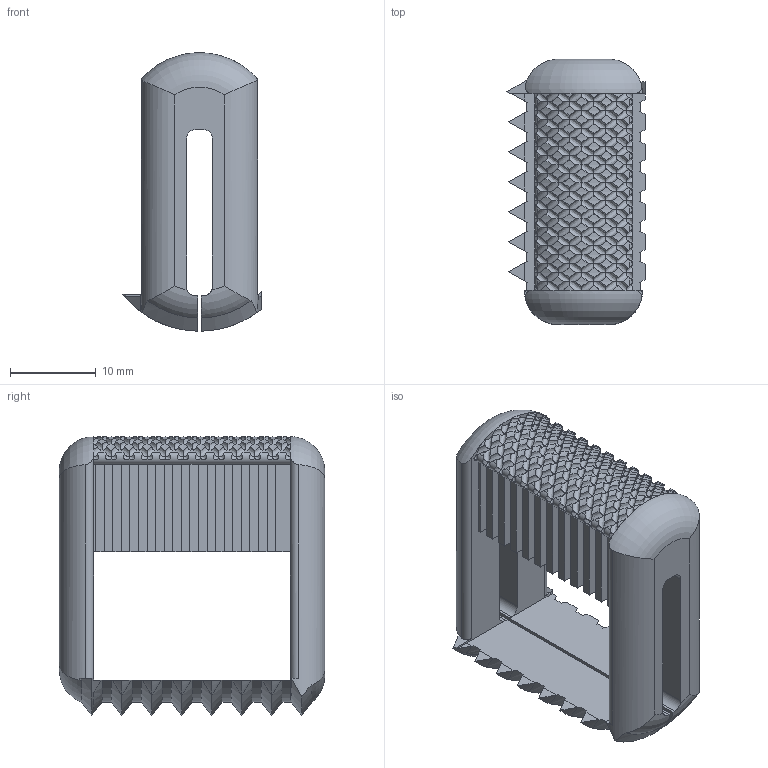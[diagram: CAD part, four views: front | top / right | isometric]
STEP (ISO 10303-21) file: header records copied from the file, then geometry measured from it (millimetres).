
FILE_DESCRIPTION(/* description */ (''),/* implementation_level */ '2;1');
FILE_NAME(/* name */ 'f-150-vent-adjuster-handle-knob-v1.step',/* time_stamp */ '2025-10-20T15:59:41-04:00',/* author */ (''),/* organization */ (''),/* preprocessor_version */ 'ST-DEVELOPER v20.1',/* originating_system */ 'Autodesk Translation Framework v14.17.0.0',/* authorisation */ '');
FILE_SCHEMA (('AUTOMOTIVE_DESIGN { 1 0 10303 214 3 1 1 }'));
Length unit declared in the file: millimetre
Products named in the file (1): f-150-vent-adjuster-handle-knob
Bounding box: 16.22 x 31 x 32.51 mm (x, y, z)
Volume: 5348.6 mm3; surface area: 5235.9 mm2
Topology: 11 solids, 11 shells, 570 faces, 1549 edges, 1001 vertices
Faces by surface type: bspline 266, plane 158, cylinder 140, torus 6
Entity records: 37463 total; most frequent: CARTESIAN_POINT 25820, ORIENTED_EDGE 3098, EDGE_CURVE 1549, DIRECTION 1278, VERTEX_POINT 1001, B_SPLINE_CURVE_WITH_KNOTS 987, FACE_OUTER_BOUND 570, EDGE_LOOP 570
